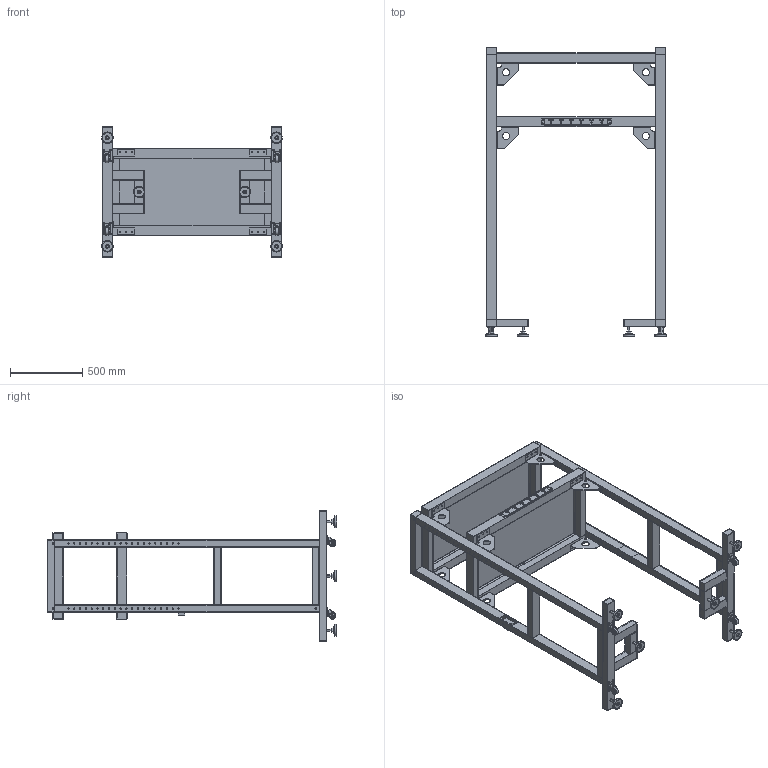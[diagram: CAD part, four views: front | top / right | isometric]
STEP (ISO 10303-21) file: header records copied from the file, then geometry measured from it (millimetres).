
FILE_DESCRIPTION (( 'STEP AP203' ), '1' );
FILE_NAME ('516202.STEP', '2025-07-02T09:35:26', ( '' ), ( '' ), 'SwSTEP 2.0', 'SolidWorks 2020', '' );
FILE_SCHEMA (( 'CONFIG_CONTROL_DESIGN' ));
Length unit declared in the file: millimetre
Products named in the file (1): 516202
Bounding box: 1249.93 x 2001 x 900 mm (x, y, z)
Volume: 16997311.8 mm3; surface area: 11887786.9 mm2
Topology: 53 solids, 53 shells, 2181 faces, 5596 edges, 3640 vertices
Faces by surface type: plane 1133, cylinder 972, torus 48, bspline 16, cone 12
Entity records: 68143 total; most frequent: CARTESIAN_POINT 12218, DIRECTION 11860, ORIENTED_EDGE 11192, EDGE_CURVE 5596, AXIS2_PLACEMENT_3D 4162, VERTEX_POINT 3640, VECTOR 3536, LINE 3536
